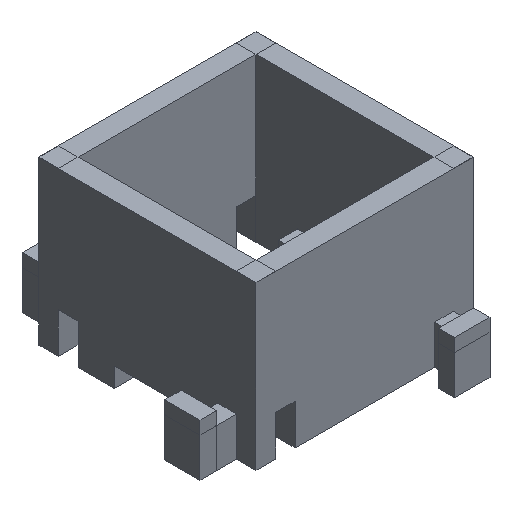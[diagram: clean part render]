
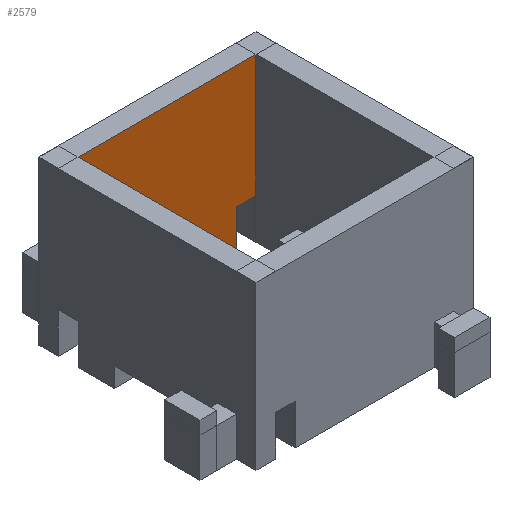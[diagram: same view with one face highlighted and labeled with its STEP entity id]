
A CAD part, isometric view. The second image highlights one B-rep face of the part: STEP entity #2579.
In plain terms, the highlighted planar face has unit normal (0, -1, 0).
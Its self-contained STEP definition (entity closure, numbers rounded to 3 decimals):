
#22 = VERTEX_POINT('',#23);
#23 = CARTESIAN_POINT('',(13.667,13.667,0.));
#148 = PLANE('',#149);
#149 = AXIS2_PLACEMENT_3D('',#150,#151,#152);
#150 = CARTESIAN_POINT('',(13.667,16.667,0.));
#151 = DIRECTION('',(1.,0.,0.));
#152 = DIRECTION('',(0.,-1.,0.));
#340 = PLANE('',#341);
#341 = AXIS2_PLACEMENT_3D('',#342,#343,#344);
#342 = CARTESIAN_POINT('',(13.667,-16.667,0.));
#343 = DIRECTION('',(-1.,0.,0.));
#344 = DIRECTION('',(0.,1.,0.));
#374 = PLANE('',#375);
#375 = AXIS2_PLACEMENT_3D('',#376,#377,#378);
#376 = CARTESIAN_POINT('',(0.,15.167,0.));
#377 = DIRECTION('',(0.,-0.,-1.));
#378 = DIRECTION('',(0.,-1.,0.));
#430 = PLANE('',#431);
#431 = AXIS2_PLACEMENT_3D('',#432,#433,#434);
#432 = CARTESIAN_POINT('',(0.,15.167,25.));
#433 = DIRECTION('',(0.,-0.,-1.));
#434 = DIRECTION('',(0.,-1.,0.));
#503 = PLANE('',#504);
#504 = AXIS2_PLACEMENT_3D('',#505,#506,#507);
#505 = CARTESIAN_POINT('',(12.167,15.167,6.2));
#506 = DIRECTION('',(0.,-0.,-1.));
#507 = DIRECTION('',(0.,-1.,0.));
#531 = PLANE('',#532);
#532 = AXIS2_PLACEMENT_3D('',#533,#534,#535);
#533 = CARTESIAN_POINT('',(10.667,13.667,0.));
#534 = DIRECTION('',(-1.,0.,0.));
#535 = DIRECTION('',(0.,1.,0.));
#653 = VERTEX_POINT('',#654);
#654 = CARTESIAN_POINT('',(13.667,13.667,6.2));
#675 = EDGE_CURVE('',#22,#653,#676,.T.);
#676 = SURFACE_CURVE('',#677,(#681,#688),.PCURVE_S1.);
#677 = LINE('',#678,#679);
#678 = CARTESIAN_POINT('',(13.667,13.667,0.));
#679 = VECTOR('',#680,1.);
#680 = DIRECTION('',(0.,0.,1.));
#681 = PCURVE('',#148,#682);
#682 = DEFINITIONAL_REPRESENTATION('',(#683),#687);
#683 = LINE('',#684,#685);
#684 = CARTESIAN_POINT('',(3.,0.));
#685 = VECTOR('',#686,1.);
#686 = DIRECTION('',(0.,-1.));
#687 = ( GEOMETRIC_REPRESENTATION_CONTEXT(2) 
PARAMETRIC_REPRESENTATION_CONTEXT() REPRESENTATION_CONTEXT('2D SPACE',''
  ) );
#688 = PCURVE('',#689,#694);
#689 = PLANE('',#690);
#690 = AXIS2_PLACEMENT_3D('',#691,#692,#693);
#691 = CARTESIAN_POINT('',(16.667,13.667,0.));
#692 = DIRECTION('',(0.,-1.,0.));
#693 = DIRECTION('',(-1.,0.,0.));
#694 = DEFINITIONAL_REPRESENTATION('',(#695),#699);
#695 = LINE('',#696,#697);
#696 = CARTESIAN_POINT('',(3.,0.));
#697 = VECTOR('',#698,1.);
#698 = DIRECTION('',(0.,-1.));
#699 = ( GEOMETRIC_REPRESENTATION_CONTEXT(2) 
PARAMETRIC_REPRESENTATION_CONTEXT() REPRESENTATION_CONTEXT('2D SPACE',''
  ) );
#764 = VERTEX_POINT('',#765);
#765 = CARTESIAN_POINT('',(13.667,13.667,25.));
#791 = EDGE_CURVE('',#22,#764,#792,.T.);
#792 = SURFACE_CURVE('',#793,(#797,#804),.PCURVE_S1.);
#793 = LINE('',#794,#795);
#794 = CARTESIAN_POINT('',(13.667,13.667,0.));
#795 = VECTOR('',#796,1.);
#796 = DIRECTION('',(0.,0.,1.));
#797 = PCURVE('',#340,#798);
#798 = DEFINITIONAL_REPRESENTATION('',(#799),#803);
#799 = LINE('',#800,#801);
#800 = CARTESIAN_POINT('',(30.333,0.));
#801 = VECTOR('',#802,1.);
#802 = DIRECTION('',(0.,-1.));
#803 = ( GEOMETRIC_REPRESENTATION_CONTEXT(2) 
PARAMETRIC_REPRESENTATION_CONTEXT() REPRESENTATION_CONTEXT('2D SPACE',''
  ) );
#804 = PCURVE('',#689,#805);
#805 = DEFINITIONAL_REPRESENTATION('',(#806),#810);
#806 = LINE('',#807,#808);
#807 = CARTESIAN_POINT('',(3.,0.));
#808 = VECTOR('',#809,1.);
#809 = DIRECTION('',(0.,-1.));
#810 = ( GEOMETRIC_REPRESENTATION_CONTEXT(2) 
PARAMETRIC_REPRESENTATION_CONTEXT() REPRESENTATION_CONTEXT('2D SPACE',''
  ) );
#1661 = VERTEX_POINT('',#1662);
#1662 = CARTESIAN_POINT('',(10.667,13.667,0.));
#1683 = EDGE_CURVE('',#1661,#1684,#1686,.T.);
#1684 = VERTEX_POINT('',#1685);
#1685 = CARTESIAN_POINT('',(-13.667,13.667,0.));
#1686 = SURFACE_CURVE('',#1687,(#1691,#1698),.PCURVE_S1.);
#1687 = LINE('',#1688,#1689);
#1688 = CARTESIAN_POINT('',(16.667,13.667,0.));
#1689 = VECTOR('',#1690,1.);
#1690 = DIRECTION('',(-1.,0.,0.));
#1691 = PCURVE('',#374,#1692);
#1692 = DEFINITIONAL_REPRESENTATION('',(#1693),#1697);
#1693 = LINE('',#1694,#1695);
#1694 = CARTESIAN_POINT('',(1.5,-16.667));
#1695 = VECTOR('',#1696,1.);
#1696 = DIRECTION('',(0.,1.));
#1697 = ( GEOMETRIC_REPRESENTATION_CONTEXT(2) 
PARAMETRIC_REPRESENTATION_CONTEXT() REPRESENTATION_CONTEXT('2D SPACE',''
  ) );
#1698 = PCURVE('',#689,#1699);
#1699 = DEFINITIONAL_REPRESENTATION('',(#1700),#1704);
#1700 = LINE('',#1701,#1702);
#1701 = CARTESIAN_POINT('',(0.,0.));
#1702 = VECTOR('',#1703,1.);
#1703 = DIRECTION('',(1.,0.));
#1704 = ( GEOMETRIC_REPRESENTATION_CONTEXT(2) 
PARAMETRIC_REPRESENTATION_CONTEXT() REPRESENTATION_CONTEXT('2D SPACE',''
  ) );
#1970 = EDGE_CURVE('',#1661,#1971,#1973,.T.);
#1971 = VERTEX_POINT('',#1972);
#1972 = CARTESIAN_POINT('',(10.667,13.667,6.2));
#1973 = SURFACE_CURVE('',#1974,(#1978,#1985),.PCURVE_S1.);
#1974 = LINE('',#1975,#1976);
#1975 = CARTESIAN_POINT('',(10.667,13.667,0.));
#1976 = VECTOR('',#1977,1.);
#1977 = DIRECTION('',(0.,0.,1.));
#1978 = PCURVE('',#531,#1979);
#1979 = DEFINITIONAL_REPRESENTATION('',(#1980),#1984);
#1980 = LINE('',#1981,#1982);
#1981 = CARTESIAN_POINT('',(0.,0.));
#1982 = VECTOR('',#1983,1.);
#1983 = DIRECTION('',(0.,-1.));
#1984 = ( GEOMETRIC_REPRESENTATION_CONTEXT(2) 
PARAMETRIC_REPRESENTATION_CONTEXT() REPRESENTATION_CONTEXT('2D SPACE',''
  ) );
#1985 = PCURVE('',#689,#1986);
#1986 = DEFINITIONAL_REPRESENTATION('',(#1987),#1991);
#1987 = LINE('',#1988,#1989);
#1988 = CARTESIAN_POINT('',(6.,0.));
#1989 = VECTOR('',#1990,1.);
#1990 = DIRECTION('',(0.,-1.));
#1991 = ( GEOMETRIC_REPRESENTATION_CONTEXT(2) 
PARAMETRIC_REPRESENTATION_CONTEXT() REPRESENTATION_CONTEXT('2D SPACE',''
  ) );
#2022 = EDGE_CURVE('',#653,#1971,#2023,.T.);
#2023 = SURFACE_CURVE('',#2024,(#2028,#2035),.PCURVE_S1.);
#2024 = LINE('',#2025,#2026);
#2025 = CARTESIAN_POINT('',(13.667,13.667,6.2));
#2026 = VECTOR('',#2027,1.);
#2027 = DIRECTION('',(-1.,0.,0.));
#2028 = PCURVE('',#503,#2029);
#2029 = DEFINITIONAL_REPRESENTATION('',(#2030),#2034);
#2030 = LINE('',#2031,#2032);
#2031 = CARTESIAN_POINT('',(1.5,-1.5));
#2032 = VECTOR('',#2033,1.);
#2033 = DIRECTION('',(0.,1.));
#2034 = ( GEOMETRIC_REPRESENTATION_CONTEXT(2) 
PARAMETRIC_REPRESENTATION_CONTEXT() REPRESENTATION_CONTEXT('2D SPACE',''
  ) );
#2035 = PCURVE('',#689,#2036);
#2036 = DEFINITIONAL_REPRESENTATION('',(#2037),#2041);
#2037 = LINE('',#2038,#2039);
#2038 = CARTESIAN_POINT('',(3.,-6.2));
#2039 = VECTOR('',#2040,1.);
#2040 = DIRECTION('',(1.,0.));
#2041 = ( GEOMETRIC_REPRESENTATION_CONTEXT(2) 
PARAMETRIC_REPRESENTATION_CONTEXT() REPRESENTATION_CONTEXT('2D SPACE',''
  ) );
#2074 = EDGE_CURVE('',#764,#2075,#2077,.T.);
#2075 = VERTEX_POINT('',#2076);
#2076 = CARTESIAN_POINT('',(-13.667,13.667,25.));
#2077 = SURFACE_CURVE('',#2078,(#2082,#2089),.PCURVE_S1.);
#2078 = LINE('',#2079,#2080);
#2079 = CARTESIAN_POINT('',(16.667,13.667,25.));
#2080 = VECTOR('',#2081,1.);
#2081 = DIRECTION('',(-1.,0.,0.));
#2082 = PCURVE('',#430,#2083);
#2083 = DEFINITIONAL_REPRESENTATION('',(#2084),#2088);
#2084 = LINE('',#2085,#2086);
#2085 = CARTESIAN_POINT('',(1.5,-16.667));
#2086 = VECTOR('',#2087,1.);
#2087 = DIRECTION('',(0.,1.));
#2088 = ( GEOMETRIC_REPRESENTATION_CONTEXT(2) 
PARAMETRIC_REPRESENTATION_CONTEXT() REPRESENTATION_CONTEXT('2D SPACE',''
  ) );
#2089 = PCURVE('',#689,#2090);
#2090 = DEFINITIONAL_REPRESENTATION('',(#2091),#2095);
#2091 = LINE('',#2092,#2093);
#2092 = CARTESIAN_POINT('',(0.,-25.));
#2093 = VECTOR('',#2094,1.);
#2094 = DIRECTION('',(1.,0.));
#2095 = ( GEOMETRIC_REPRESENTATION_CONTEXT(2) 
PARAMETRIC_REPRESENTATION_CONTEXT() REPRESENTATION_CONTEXT('2D SPACE',''
  ) );
#2579 = ADVANCED_FACE('',(#2580),#689,.T.);
#2580 = FACE_BOUND('',#2581,.T.);
#2581 = EDGE_LOOP('',(#2582,#2583,#2584,#2585,#2611,#2612,#2613));
#2582 = ORIENTED_EDGE('',*,*,#675,.F.);
#2583 = ORIENTED_EDGE('',*,*,#791,.T.);
#2584 = ORIENTED_EDGE('',*,*,#2074,.T.);
#2585 = ORIENTED_EDGE('',*,*,#2586,.F.);
#2586 = EDGE_CURVE('',#1684,#2075,#2587,.T.);
#2587 = SURFACE_CURVE('',#2588,(#2592,#2599),.PCURVE_S1.);
#2588 = LINE('',#2589,#2590);
#2589 = CARTESIAN_POINT('',(-13.667,13.667,0.));
#2590 = VECTOR('',#2591,1.);
#2591 = DIRECTION('',(0.,0.,1.));
#2592 = PCURVE('',#689,#2593);
#2593 = DEFINITIONAL_REPRESENTATION('',(#2594),#2598);
#2594 = LINE('',#2595,#2596);
#2595 = CARTESIAN_POINT('',(30.333,0.));
#2596 = VECTOR('',#2597,1.);
#2597 = DIRECTION('',(0.,-1.));
#2598 = ( GEOMETRIC_REPRESENTATION_CONTEXT(2) 
PARAMETRIC_REPRESENTATION_CONTEXT() REPRESENTATION_CONTEXT('2D SPACE',''
  ) );
#2599 = PCURVE('',#2600,#2605);
#2600 = PLANE('',#2601);
#2601 = AXIS2_PLACEMENT_3D('',#2602,#2603,#2604);
#2602 = CARTESIAN_POINT('',(-13.667,16.667,0.));
#2603 = DIRECTION('',(1.,0.,0.));
#2604 = DIRECTION('',(0.,-1.,0.));
#2605 = DEFINITIONAL_REPRESENTATION('',(#2606),#2610);
#2606 = LINE('',#2607,#2608);
#2607 = CARTESIAN_POINT('',(3.,0.));
#2608 = VECTOR('',#2609,1.);
#2609 = DIRECTION('',(0.,-1.));
#2610 = ( GEOMETRIC_REPRESENTATION_CONTEXT(2) 
PARAMETRIC_REPRESENTATION_CONTEXT() REPRESENTATION_CONTEXT('2D SPACE',''
  ) );
#2611 = ORIENTED_EDGE('',*,*,#1683,.F.);
#2612 = ORIENTED_EDGE('',*,*,#1970,.T.);
#2613 = ORIENTED_EDGE('',*,*,#2022,.F.);
